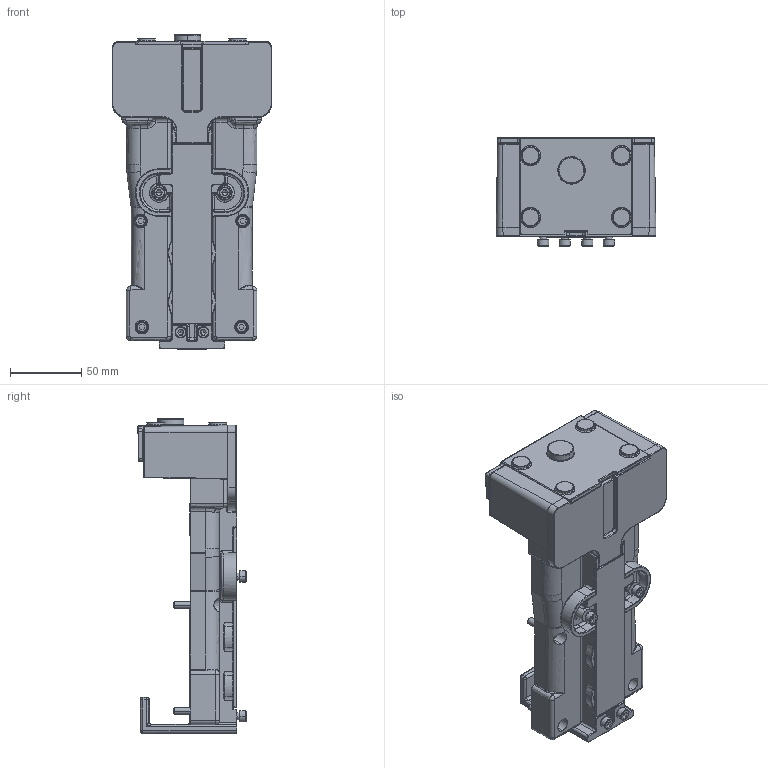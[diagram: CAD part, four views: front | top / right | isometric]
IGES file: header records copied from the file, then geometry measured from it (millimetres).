
Start section: SolidWorks IGES file using analytic representation for surfaces
Global section: file name: 7020_Remote_ChargerDD.IGS; native system: SolidWorks 2010; preprocessor: SolidWorks 2010; author: Rick; date: 100707.143139; units: inch
Bounding box: 111.92 x 75.77 x 220.34 mm (x, y, z)
Surface area: 181129 mm2 (no closed solid volume)
Topology: 0 solids, 0 shells, 2216 faces, 16368 edges, 16153 vertices
Faces by surface type: bspline 1141, revolution 1075
